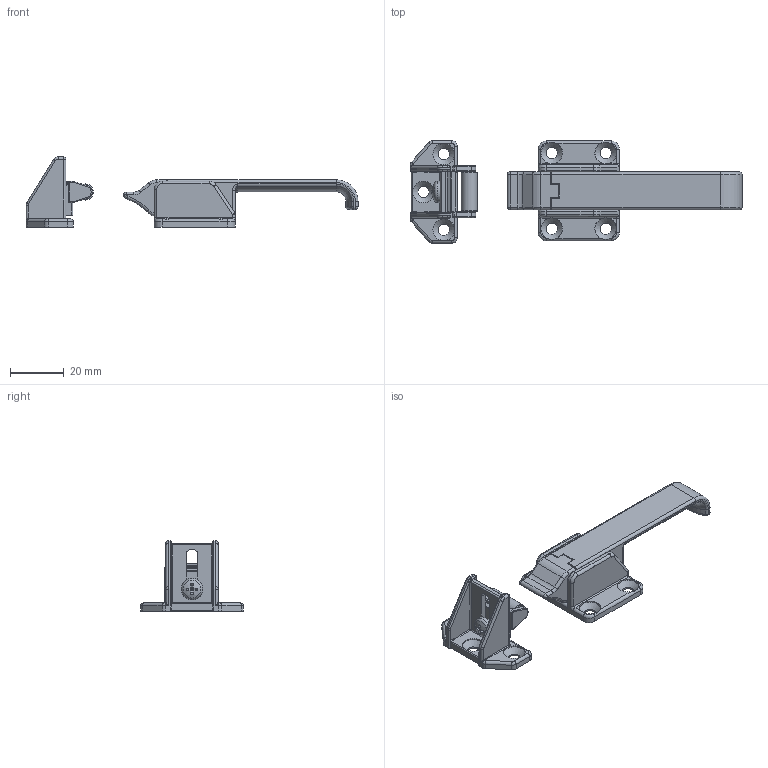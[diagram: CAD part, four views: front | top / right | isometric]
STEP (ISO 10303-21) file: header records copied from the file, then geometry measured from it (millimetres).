
FILE_DESCRIPTION(/* description */ (''),/* implementation_level */ '2;1');
FILE_NAME(/* name */ 'DS-1304.stp',/* time_stamp */ '2023-05-19T13:31:29+09:00',/* author */ ('user'),/* organization */ (''),/* preprocessor_version */ 'ST-DEVELOPER v15.6',/* originating_system */ 'Autodesk Inventor 2015',/* authorisation */ '');
FILE_SCHEMA (('AUTOMOTIVE_DESIGN { 1 0 10303 214 3 1 1 }'));
Length unit declared in the file: millimetre
Products named in the file (6): 베이스; 핸들+래치; 캐치-베이스; 캐치-롤러; ISO 7045 - M4 x 5 - 4.8 - HDIN EN ISO; DS-1304
Bounding box: 123 x 38 x 26 mm (x, y, z)
Volume: 18217.8 mm3; surface area: 12954.2 mm2
Topology: 6 solids, 6 shells, 501 faces, 1194 edges, 698 vertices
Faces by surface type: cylinder 218, plane 118, torus 79, bspline 38, sphere 29, cone 19
Full cylindrical faces by diameter (mm): 2.5 x6, 3.242 x1, 3.621 x1, 4 x1, 4.2 x7, 6 x1, 8 x7
Entity records: 15257 total; most frequent: CARTESIAN_POINT 3653, DIRECTION 2573, ORIENTED_EDGE 2284, EDGE_CURVE 1142, AXIS2_PLACEMENT_3D 1047, VERTEX_POINT 687, EDGE_LOOP 565, CIRCLE 561
